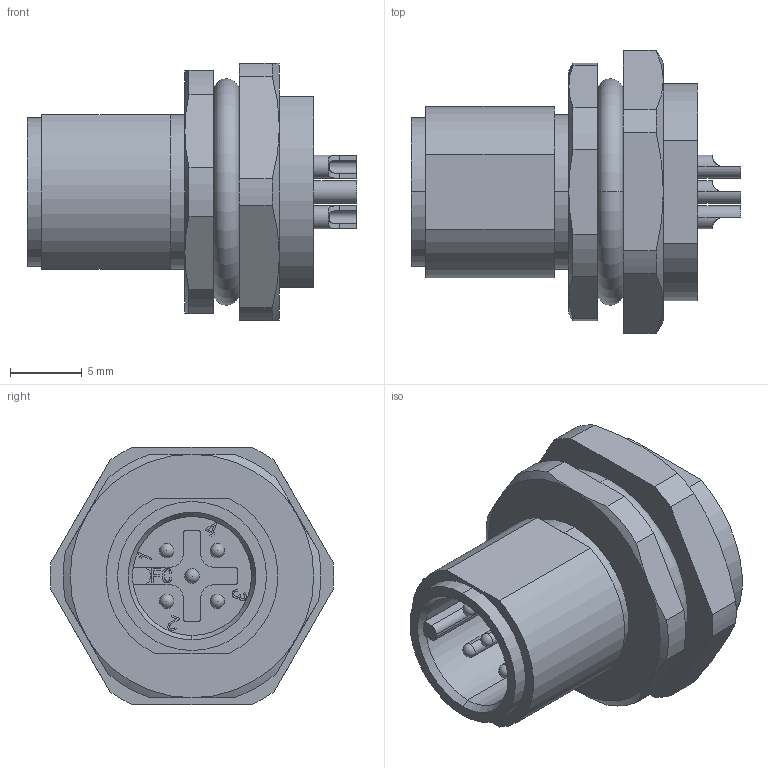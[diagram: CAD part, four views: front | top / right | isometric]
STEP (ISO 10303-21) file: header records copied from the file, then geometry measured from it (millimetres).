
FILE_DESCRIPTION (( 'STEP AP203' ), '1' );
FILE_NAME ('P183.STEP', '2020-05-12T09:11:14', ( 'John' ), ( 'Microsoft' ), 'SwSTEP 2.0', 'SolidWorks 2015', '' );
FILE_SCHEMA (( 'CONFIG_CONTROL_DESIGN' ));
Length unit declared in the file: millimetre
Products named in the file (1): P183
Bounding box: 23 x 19.79 x 18 mm (x, y, z)
Volume: 2727.6 mm3; surface area: 2130.1 mm2
Topology: 1 solids, 1 shells, 222 faces, 574 edges, 362 vertices
Faces by surface type: plane 103, cylinder 71, cone 24, bspline 17, sphere 5, torus 2
Entity records: 8495 total; most frequent: CARTESIAN_POINT 3220, ORIENTED_EDGE 1098, DIRECTION 1030, EDGE_CURVE 549, VERTEX_POINT 352, AXIS2_PLACEMENT_3D 348, LINE 334, VECTOR 334
